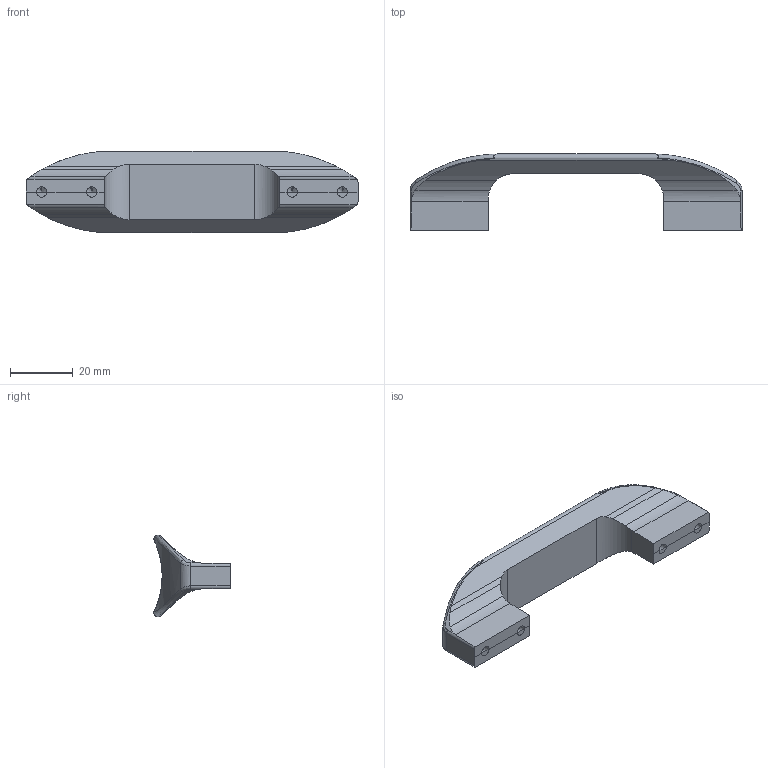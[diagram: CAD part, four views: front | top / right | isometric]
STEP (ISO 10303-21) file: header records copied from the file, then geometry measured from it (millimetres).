
FILE_DESCRIPTION (( 'STEP AP214' ), '1' );
FILE_NAME ('F003138,F003139_3D.step', '2022-08-15T13:02:10', ( '' ), ( '' ), 'SwSTEP 2.0', 'SolidWorks 2020', '' );
FILE_SCHEMA (( 'AUTOMOTIVE_DESIGN' ));
Length unit declared in the file: millimetre
Products named in the file (1): F003138,F003139_3D
Bounding box: 106 x 24.3 x 26 mm (x, y, z)
Volume: 17289.6 mm3; surface area: 7921.8 mm2
Topology: 1 solids, 1 shells, 87 faces, 245 edges, 150 vertices
Faces by surface type: cylinder 36, plane 23, bspline 20, cone 8
Entity records: 4398 total; most frequent: CARTESIAN_POINT 2368, ORIENTED_EDGE 470, DIRECTION 311, EDGE_CURVE 235, VERTEX_POINT 150, AXIS2_PLACEMENT_3D 114, FACE_OUTER_BOUND 87, EDGE_LOOP 87
